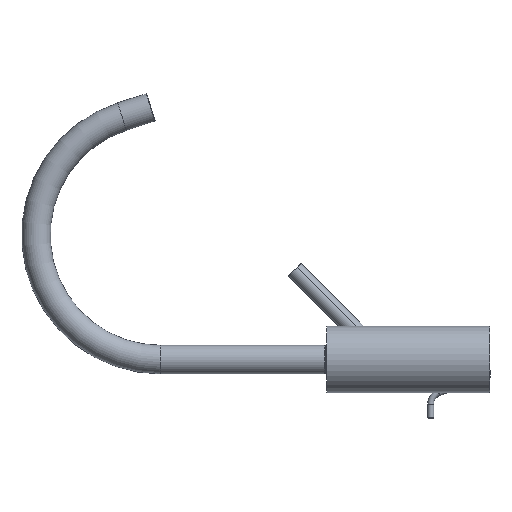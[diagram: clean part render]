
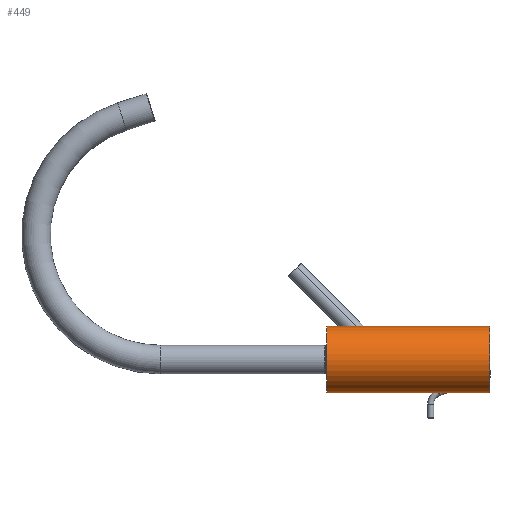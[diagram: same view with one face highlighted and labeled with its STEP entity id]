
A CAD part, left-side view. The second image highlights one B-rep face of the part: STEP entity #449.
In plain terms, the highlighted cylindrical face has radius 22.05 mm (diameter 44.1 mm), a partial arc.
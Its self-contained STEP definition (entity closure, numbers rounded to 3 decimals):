
#22 = EDGE_CURVE ( 'NONE', #1137, #1209, #2464, .T. ) ;
#117 = CYLINDRICAL_SURFACE ( 'NONE', #879, 22.05 ) ;
#178 = CARTESIAN_POINT ( 'NONE',  ( 0., 0., 0. ) ) ;
#216 = ORIENTED_EDGE ( 'NONE', *, *, #883, .T. ) ;
#268 = LINE ( 'NONE', #2392, #952 ) ;
#287 = AXIS2_PLACEMENT_3D ( 'NONE', #178, #1727, #1329 ) ;
#333 = DIRECTION ( 'NONE',  ( 0., 0., -1. ) ) ;
#405 = DIRECTION ( 'NONE',  ( 0., 0., -1. ) ) ;
#449 = ADVANCED_FACE ( 'NONE', ( #2106 ), #117, .T. ) ;
#524 = CARTESIAN_POINT ( 'NONE',  ( 0., 0., 0. ) ) ;
#577 = EDGE_CURVE ( 'NONE', #2071, #1746, #2386, .T. ) ;
#600 = CARTESIAN_POINT ( 'NONE',  ( 0., 108., 0. ) ) ;
#703 = EDGE_CURVE ( 'NONE', #2071, #1137, #268, .T. ) ;
#708 = DIRECTION ( 'NONE',  ( 0., -1., 0. ) ) ;
#879 = AXIS2_PLACEMENT_3D ( 'NONE', #524, #708, #333 ) ;
#883 = EDGE_CURVE ( 'NONE', #1746, #1209, #1286, .T. ) ;
#924 = AXIS2_PLACEMENT_3D ( 'NONE', #600, #1783, #405 ) ;
#952 = VECTOR ( 'NONE', #1187, 1000. ) ;
#1137 = VERTEX_POINT ( 'NONE', #2498 ) ;
#1162 = VECTOR ( 'NONE', #1292, 1000. ) ;
#1187 = DIRECTION ( 'NONE',  ( 0., -1., 0. ) ) ;
#1209 = VERTEX_POINT ( 'NONE', #1752 ) ;
#1286 = LINE ( 'NONE', #1672, #1162 ) ;
#1292 = DIRECTION ( 'NONE',  ( 0., -1., 0. ) ) ;
#1329 = DIRECTION ( 'NONE',  ( 0., 0., -1. ) ) ;
#1672 = CARTESIAN_POINT ( 'NONE',  ( 0., 0., -22.05 ) ) ;
#1727 = DIRECTION ( 'NONE',  ( 0., -1., 0. ) ) ;
#1746 = VERTEX_POINT ( 'NONE', #2443 ) ;
#1752 = CARTESIAN_POINT ( 'NONE',  ( 0., 0., -22.05 ) ) ;
#1783 = DIRECTION ( 'NONE',  ( 0., -1., 0. ) ) ;
#1827 = ORIENTED_EDGE ( 'NONE', *, *, #703, .F. ) ;
#2065 = ORIENTED_EDGE ( 'NONE', *, *, #577, .T. ) ;
#2071 = VERTEX_POINT ( 'NONE', #2453 ) ;
#2106 = FACE_OUTER_BOUND ( 'NONE', #2114, .T. ) ;
#2114 = EDGE_LOOP ( 'NONE', ( #1827, #2065, #216, #2440 ) ) ;
#2386 = CIRCLE ( 'NONE', #924, 22.05 ) ;
#2392 = CARTESIAN_POINT ( 'NONE',  ( 0., 0., 22.05 ) ) ;
#2440 = ORIENTED_EDGE ( 'NONE', *, *, #22, .F. ) ;
#2443 = CARTESIAN_POINT ( 'NONE',  ( 0., 108., -22.05 ) ) ;
#2453 = CARTESIAN_POINT ( 'NONE',  ( 0., 108., 22.05 ) ) ;
#2464 = CIRCLE ( 'NONE', #287, 22.05 ) ;
#2498 = CARTESIAN_POINT ( 'NONE',  ( 0., 0., 22.05 ) ) ;
